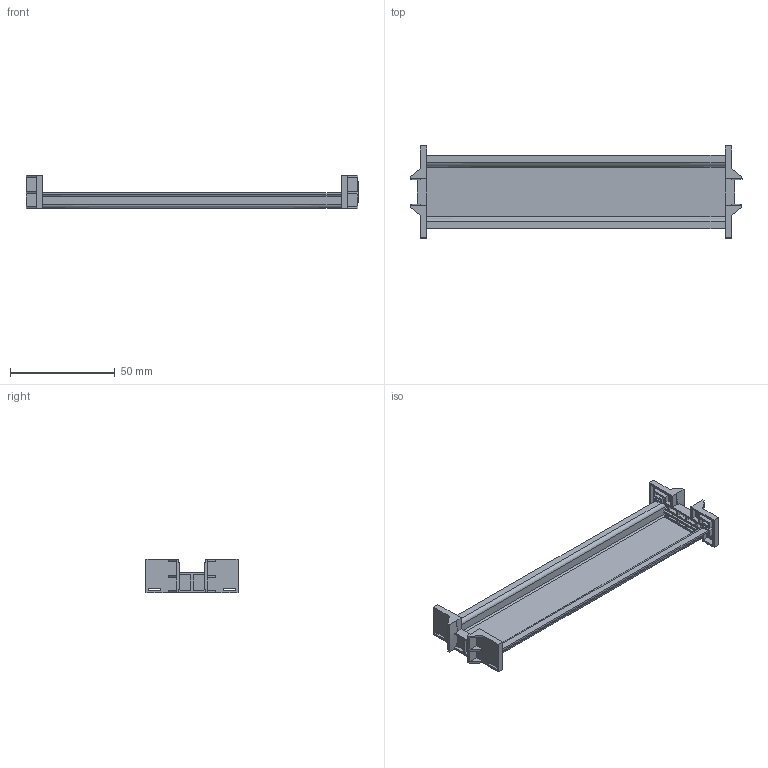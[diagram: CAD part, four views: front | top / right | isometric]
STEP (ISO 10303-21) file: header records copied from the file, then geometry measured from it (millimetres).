
FILE_DESCRIPTION(('CATIA V5 STEP Exchange','CAx-IF Rec.Pracs.--- Model Styling and Organization---1.4--- 2014-01-23'),'2;1');
FILE_NAME ('D1392414_3', '2021-07-05T11:19:02+00:00', ('none'), ('Weidmueller'), 'CATIA Version 5-6 Release 2016 SP3 HF44', 'CATIA V5 STEP AP214', 'none');
FILE_SCHEMA(('AUTOMOTIVE_DESIGN { 1 0 10303 214 1 1 1 1 }'));
Length unit declared in the file: millimetre
Products named in the file (1): 2633450000
Bounding box: 158.7 x 44 x 16.19 mm (x, y, z)
Volume: 9577.7 mm3; surface area: 19678.5 mm2
Topology: 3 solids, 3 shells, 338 faces, 934 edges, 616 vertices
Faces by surface type: plane 314, cylinder 16, extrusion 8
Entity records: 10246 total; most frequent: CARTESIAN_POINT 1965, ORIENTED_EDGE 1868, DIRECTION 1234, EDGE_CURVE 934, VECTOR 854, LINE 846, VERTEX_POINT 616, EDGE_LOOP 360
